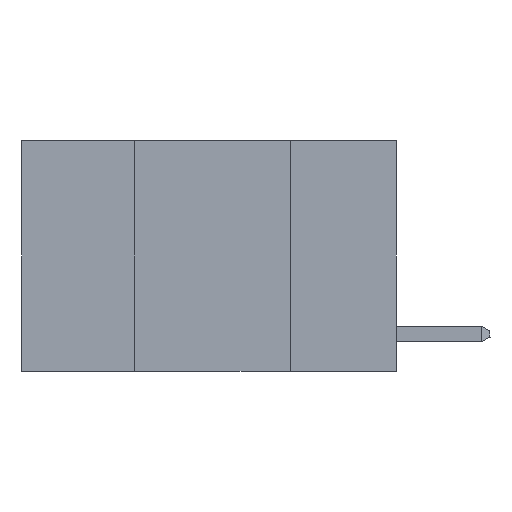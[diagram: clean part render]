
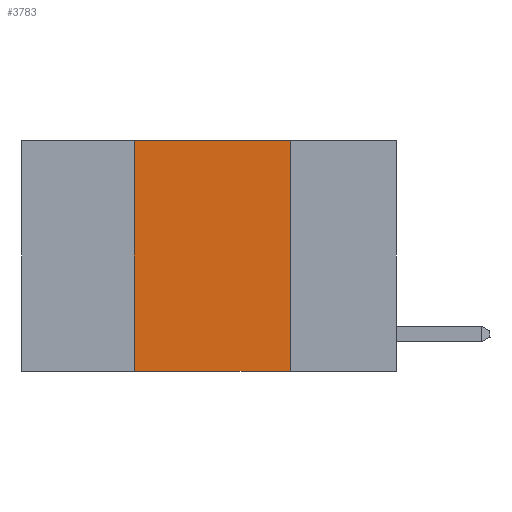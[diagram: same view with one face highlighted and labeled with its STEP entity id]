
A CAD part, left-side view. The second image highlights one B-rep face of the part: STEP entity #3783.
In plain terms, the highlighted planar face has unit normal (-1, 0, 0).
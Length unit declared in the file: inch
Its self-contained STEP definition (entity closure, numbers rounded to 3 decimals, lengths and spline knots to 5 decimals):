
#41 = EDGE_CURVE ( 'NONE', #3707, #5128, #133, .T. ) ;
#133 = LINE ( 'NONE', #5480, #8122 ) ;
#586 = DIRECTION ( 'NONE',  ( 0., 0., -1. ) ) ;
#776 = ORIENTED_EDGE ( 'NONE', *, *, #4744, .T. ) ;
#1044 = DIRECTION ( 'NONE',  ( 0., 0., -1. ) ) ;
#1245 = CARTESIAN_POINT ( 'NONE',  ( 0., 0.42, 0. ) ) ;
#1611 = ORIENTED_EDGE ( 'NONE', *, *, #41, .F. ) ;
#1619 = CARTESIAN_POINT ( 'NONE',  ( 0., 0.42, -0.37 ) ) ;
#2033 = FACE_OUTER_BOUND ( 'NONE', #4685, .T. ) ;
#2122 = VERTEX_POINT ( 'NONE', #6406 ) ;
#2320 = CARTESIAN_POINT ( 'NONE',  ( 0., 0.17, -0.37 ) ) ;
#2948 = ORIENTED_EDGE ( 'NONE', *, *, #6928, .F. ) ;
#3131 = EDGE_CURVE ( 'NONE', #5128, #2122, #4480, .T. ) ;
#3648 = CARTESIAN_POINT ( 'NONE',  ( 0., 0.6, 0. ) ) ;
#3707 = VERTEX_POINT ( 'NONE', #1619 ) ;
#3783 = ADVANCED_FACE ( 'NONE', ( #2033 ), #9293, .F. ) ;
#4233 = AXIS2_PLACEMENT_3D ( 'NONE', #5057, #5782, #1044 ) ;
#4480 = LINE ( 'NONE', #3648, #8590 ) ;
#4685 = EDGE_LOOP ( 'NONE', ( #2948, #6640, #1611, #776 ) ) ;
#4744 = EDGE_CURVE ( 'NONE', #3707, #8551, #7865, .T. ) ;
#4915 = DIRECTION ( 'NONE',  ( 0., -1., 0. ) ) ;
#5057 = CARTESIAN_POINT ( 'NONE',  ( 0., 0.6, 0. ) ) ;
#5128 = VERTEX_POINT ( 'NONE', #1245 ) ;
#5353 = CARTESIAN_POINT ( 'NONE',  ( 0., 0.17, 0. ) ) ;
#5480 = CARTESIAN_POINT ( 'NONE',  ( 0., 0.42, 0. ) ) ;
#5782 = DIRECTION ( 'NONE',  ( 1., 0., 0. ) ) ;
#5860 = LINE ( 'NONE', #5353, #7606 ) ;
#6406 = CARTESIAN_POINT ( 'NONE',  ( 0., 0.17, 0. ) ) ;
#6640 = ORIENTED_EDGE ( 'NONE', *, *, #3131, .F. ) ;
#6928 = EDGE_CURVE ( 'NONE', #2122, #8551, #5860, .T. ) ;
#7118 = CARTESIAN_POINT ( 'NONE',  ( 0., 0.6, -0.37 ) ) ;
#7606 = VECTOR ( 'NONE', #586, 39.37008 ) ;
#7865 = LINE ( 'NONE', #7118, #9403 ) ;
#8122 = VECTOR ( 'NONE', #9680, 39.37008 ) ;
#8551 = VERTEX_POINT ( 'NONE', #2320 ) ;
#8590 = VECTOR ( 'NONE', #9414, 39.37008 ) ;
#9293 = PLANE ( 'NONE',  #4233 ) ;
#9403 = VECTOR ( 'NONE', #4915, 39.37008 ) ;
#9414 = DIRECTION ( 'NONE',  ( 0., -1., 0. ) ) ;
#9680 = DIRECTION ( 'NONE',  ( 0., 0., 1. ) ) ;
